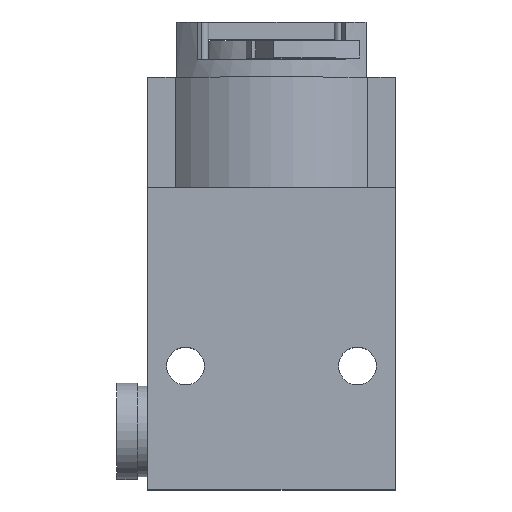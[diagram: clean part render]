
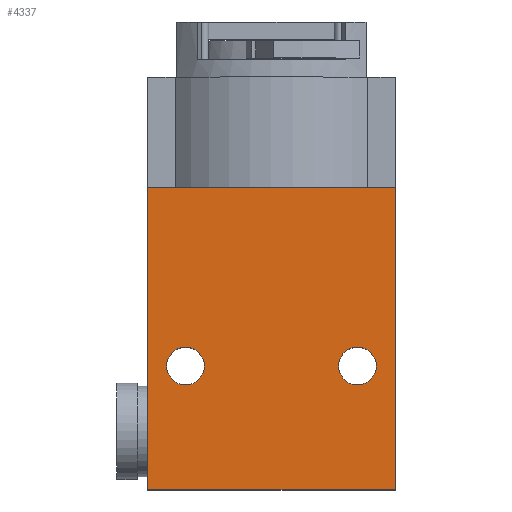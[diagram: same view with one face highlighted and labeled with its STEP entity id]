
A CAD part, top view. The second image highlights one B-rep face of the part: STEP entity #4337.
In plain terms, the highlighted planar face has unit normal (0, 0, 1).
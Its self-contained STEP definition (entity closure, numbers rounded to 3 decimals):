
#234=CIRCLE('',#4649,2.75);
#236=CIRCLE('',#4652,2.75);
#1058=ORIENTED_EDGE('',*,*,#1577,.F.);
#1059=ORIENTED_EDGE('',*,*,#1579,.F.);
#1060=ORIENTED_EDGE('',*,*,#1583,.T.);
#1061=ORIENTED_EDGE('',*,*,#1558,.F.);
#1062=ORIENTED_EDGE('',*,*,#1584,.T.);
#1063=ORIENTED_EDGE('',*,*,#1575,.T.);
#1558=EDGE_CURVE('',#1889,#1890,#2224,.T.);
#1575=EDGE_CURVE('',#1907,#1906,#2229,.T.);
#1577=EDGE_CURVE('',#1908,#1908,#234,.T.);
#1579=EDGE_CURVE('',#1910,#1910,#236,.T.);
#1583=EDGE_CURVE('',#1906,#1890,#2233,.T.);
#1584=EDGE_CURVE('',#1889,#1907,#2234,.T.);
#1889=VERTEX_POINT('',#6439);
#1890=VERTEX_POINT('',#6441);
#1906=VERTEX_POINT('',#6486);
#1907=VERTEX_POINT('',#6488);
#1908=VERTEX_POINT('',#6492);
#1910=VERTEX_POINT('',#6497);
#2224=LINE('',#6440,#2532);
#2229=LINE('',#6487,#2537);
#2233=LINE('',#6504,#2541);
#2234=LINE('',#6505,#2542);
#2532=VECTOR('',#5464,1000.);
#2537=VECTOR('',#5519,1000.);
#2541=VECTOR('',#5539,1000.);
#2542=VECTOR('',#5540,1000.);
#2740=EDGE_LOOP('',(#1058));
#2741=EDGE_LOOP('',(#1059));
#2742=EDGE_LOOP('',(#1060,#1061,#1062,#1063));
#2964=FACE_BOUND('',#2740,.T.);
#2965=FACE_BOUND('',#2741,.T.);
#2966=FACE_BOUND('',#2742,.T.);
#3108=PLANE('',#4655);
#4337=ADVANCED_FACE('',(#2964,#2965,#2966),#3108,.T.);
#4649=AXIS2_PLACEMENT_3D('',#6491,#5523,#5524);
#4652=AXIS2_PLACEMENT_3D('',#6496,#5529,#5530);
#4655=AXIS2_PLACEMENT_3D('',#6503,#5537,#5538);
#5464=DIRECTION('',(1.,0.,0.));
#5519=DIRECTION('',(1.,0.,0.));
#5523=DIRECTION('',(0.,0.,1.));
#5524=DIRECTION('',(1.,0.,0.));
#5529=DIRECTION('',(0.,0.,1.));
#5530=DIRECTION('',(1.,0.,0.));
#5537=DIRECTION('',(0.,0.,1.));
#5538=DIRECTION('',(1.,0.,0.));
#5539=DIRECTION('',(0.,1.,0.));
#5540=DIRECTION('',(0.,-1.,0.));
#6439=CARTESIAN_POINT('',(-18.,43.98,9.));
#6440=CARTESIAN_POINT('',(-18.,43.98,9.));
#6441=CARTESIAN_POINT('',(18.,43.98,9.));
#6486=CARTESIAN_POINT('',(18.,0.,9.));
#6487=CARTESIAN_POINT('',(-18.,0.,9.));
#6488=CARTESIAN_POINT('',(-18.,0.,9.));
#6491=CARTESIAN_POINT('',(-12.5,18.,9.));
#6492=CARTESIAN_POINT('',(-9.75,18.,9.));
#6496=CARTESIAN_POINT('',(12.5,18.,9.));
#6497=CARTESIAN_POINT('',(15.25,18.,9.));
#6503=CARTESIAN_POINT('',(0.,0.,9.));
#6504=CARTESIAN_POINT('',(18.,0.,9.));
#6505=CARTESIAN_POINT('',(-18.,44.,9.));
